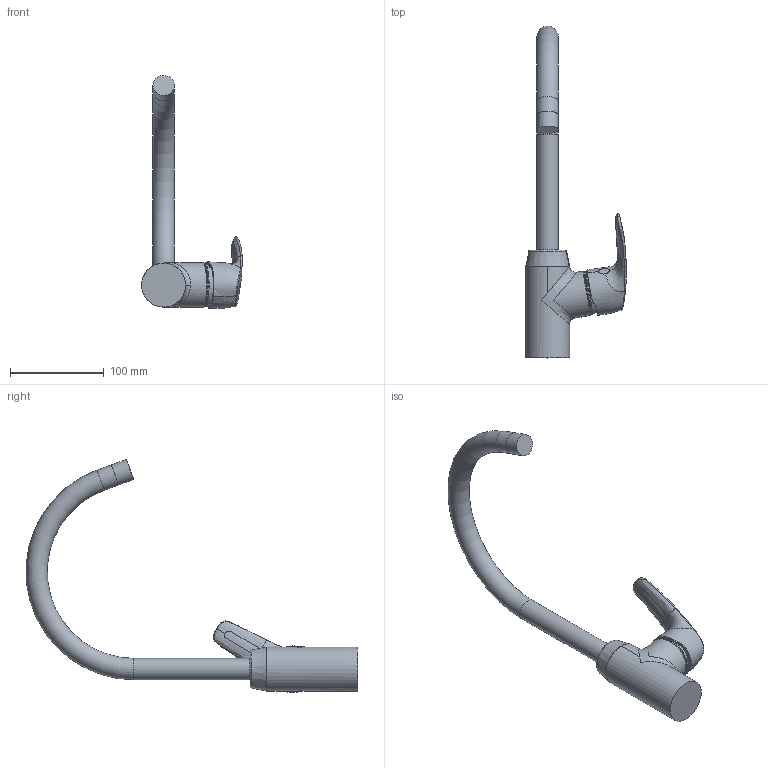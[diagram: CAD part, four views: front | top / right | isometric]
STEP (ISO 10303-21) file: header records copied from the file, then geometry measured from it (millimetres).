
FILE_DESCRIPTION (( 'STEP AP203' ), '1' );
FILE_NAME ('1028F(2017)+45132283.STEP', '2017-03-09T05:40:47', ( '' ), ( '' ), 'SwSTEP 2.0', 'SolidWorks 2016', '' );
FILE_SCHEMA (( 'CONFIG_CONTROL_DESIGN' ));
Length unit declared in the file: millimetre
Products named in the file (1): 1028F(2017)+45132283
Bounding box: 107.65 x 354.59 x 249.14 mm (x, y, z)
Volume: 514361.4 mm3; surface area: 74398.3 mm2
Topology: 5 solids, 5 shells, 68 faces, 143 edges, 88 vertices
Faces by surface type: bspline 35, plane 14, cylinder 13, torus 4, sphere 1, cone 1
Full cylindrical faces by diameter (mm): 20.876 x1, 22.8 x3, 46.46 x1, 47 x1, 48 x1
Entity records: 11260 total; most frequent: CARTESIAN_POINT 10118, ORIENTED_EDGE 250, DIRECTION 128, EDGE_CURVE 125, B_SPLINE_CURVE_WITH_KNOTS 89, VERTEX_POINT 82, EDGE_LOOP 81, FACE_OUTER_BOUND 79
